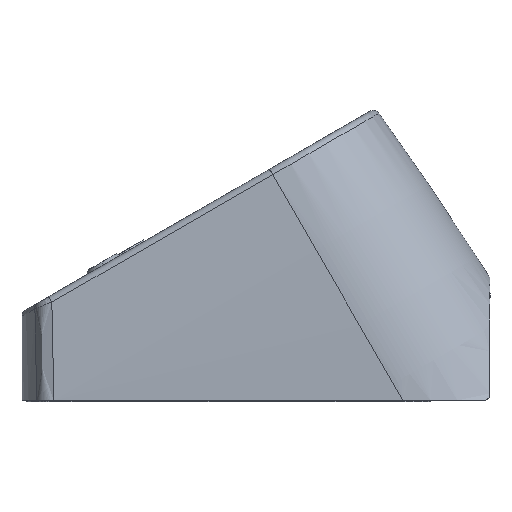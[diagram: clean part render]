
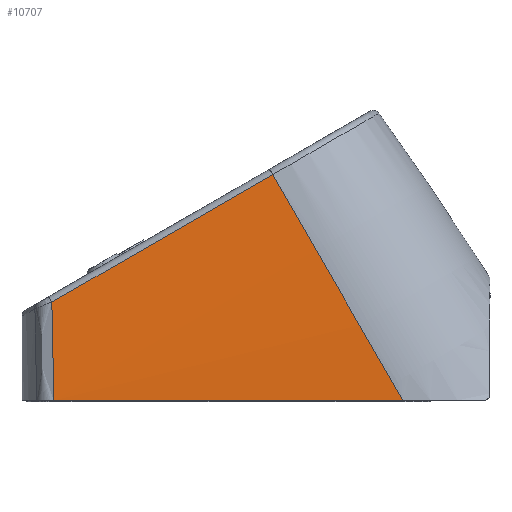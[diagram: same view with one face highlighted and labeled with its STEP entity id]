
A CAD part, left-side view. The second image highlights one B-rep face of the part: STEP entity #10707.
In plain terms, the highlighted cylindrical face has radius 1500 mm (diameter 3000 mm), a partial arc.
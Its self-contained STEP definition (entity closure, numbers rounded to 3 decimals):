
#10 = DIRECTION ( 'NONE',  ( 0., -1., 0. ) ) ;
#97 = CARTESIAN_POINT ( 'NONE',  ( -60.128, 0., -115.759 ) ) ;
#385 = EDGE_CURVE ( 'NONE', #523, #7729, #7649, .T. ) ;
#462 = DIRECTION ( 'NONE',  ( 0., 1., 0. ) ) ;
#494 = AXIS2_PLACEMENT_3D ( 'NONE', #1217, #10, #10555 ) ;
#523 = VERTEX_POINT ( 'NONE', #10425 ) ;
#641 = CARTESIAN_POINT ( 'NONE',  ( -55.57, 124.238, -27.613 ) ) ;
#1027 = CARTESIAN_POINT ( 'NONE',  ( 1439.481, 0., -150. ) ) ;
#1217 = CARTESIAN_POINT ( 'NONE',  ( 1439.481, 0., -150. ) ) ;
#1298 = CARTESIAN_POINT ( 'NONE',  ( -59.551, 43.754, -90.497 ) ) ;
#1474 = CARTESIAN_POINT ( 'NONE',  ( -53.269, 110.58, -2.705 ) ) ;
#1553 = B_SPLINE_CURVE_WITH_KNOTS ( 'NONE', 3,
 ( #3058, #1864, #641, #11223 ),
 .UNSPECIFIED., .F., .F.,
 ( 4, 4 ),
 ( 0.003, 0.046 ),
 .UNSPECIFIED. ) ;
#1677 = CARTESIAN_POINT ( 'NONE',  ( -53.269, 0., -2.705 ) ) ;
#1864 = CARTESIAN_POINT ( 'NONE',  ( -54.498, 117.394, -15.159 ) ) ;
#1907 = VERTEX_POINT ( 'NONE', #10675 ) ;
#1980 = EDGE_CURVE ( 'NONE', #1907, #9192, #2887, .T. ) ;
#2508 = CARTESIAN_POINT ( 'NONE',  ( -58.336, 87.468, -65.259 ) ) ;
#2887 = LINE ( 'NONE', #1677, #4807 ) ;
#3058 = CARTESIAN_POINT ( 'NONE',  ( -53.269, 110.58, -2.705 ) ) ;
#3073 = EDGE_LOOP ( 'NONE', ( #8385, #3845, #3095, #6291 ) ) ;
#3084 = EDGE_CURVE ( 'NONE', #9192, #523, #1553, .T. ) ;
#3095 = ORIENTED_EDGE ( 'NONE', *, *, #3084, .T. ) ;
#3716 = CARTESIAN_POINT ( 'NONE',  ( -56.484, 131.116, -40.059 ) ) ;
#3845 = ORIENTED_EDGE ( 'NONE', *, *, #1980, .T. ) ;
#4784 = CARTESIAN_POINT ( 'NONE',  ( -60.128, 0., -115.759 ) ) ;
#4807 = VECTOR ( 'NONE', #462, 1000. ) ;
#6291 = ORIENTED_EDGE ( 'NONE', *, *, #385, .T. ) ;
#7649 =( BOUNDED_CURVE ( )  B_SPLINE_CURVE ( 3, ( #3716, #2508, #1298, #97 ),
 .UNSPECIFIED., .F., .T. ) 
 B_SPLINE_CURVE_WITH_KNOTS ( ( 4, 4 ),
 ( 1.497, 1.548 ),
 .UNSPECIFIED. ) 
 CURVE ( )  GEOMETRIC_REPRESENTATION_ITEM ( )  RATIONAL_B_SPLINE_CURVE ( ( 1., 1., 1., 1. ) ) 
 REPRESENTATION_ITEM ( '' )  );
#7729 = VERTEX_POINT ( 'NONE', #4784 ) ;
#8133 = CYLINDRICAL_SURFACE ( 'NONE', #10848, 1500. ) ;
#8385 = ORIENTED_EDGE ( 'NONE', *, *, #8865, .F. ) ;
#8718 = FACE_OUTER_BOUND ( 'NONE', #3073, .T. ) ;
#8865 = EDGE_CURVE ( 'NONE', #1907, #7729, #9211, .T. ) ;
#9192 = VERTEX_POINT ( 'NONE', #1474 ) ;
#9211 = CIRCLE ( 'NONE', #494, 1500. ) ;
#10382 = DIRECTION ( 'NONE',  ( 0., 0., 1. ) ) ;
#10425 = CARTESIAN_POINT ( 'NONE',  ( -56.484, 131.116, -40.059 ) ) ;
#10555 = DIRECTION ( 'NONE',  ( 0., 0., 1. ) ) ;
#10675 = CARTESIAN_POINT ( 'NONE',  ( -53.269, 0., -2.705 ) ) ;
#10707 = ADVANCED_FACE ( 'NONE', ( #8718 ), #8133, .T. ) ;
#10848 = AXIS2_PLACEMENT_3D ( 'NONE', #1027, #11605, #10382 ) ;
#11223 = CARTESIAN_POINT ( 'NONE',  ( -56.484, 131.116, -40.059 ) ) ;
#11605 = DIRECTION ( 'NONE',  ( 0., 1., 0. ) ) ;
